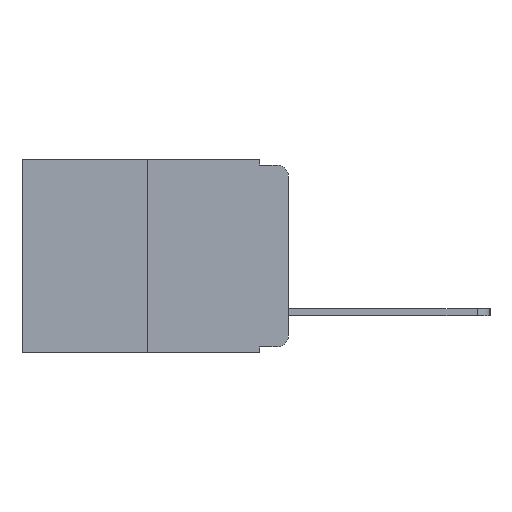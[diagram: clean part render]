
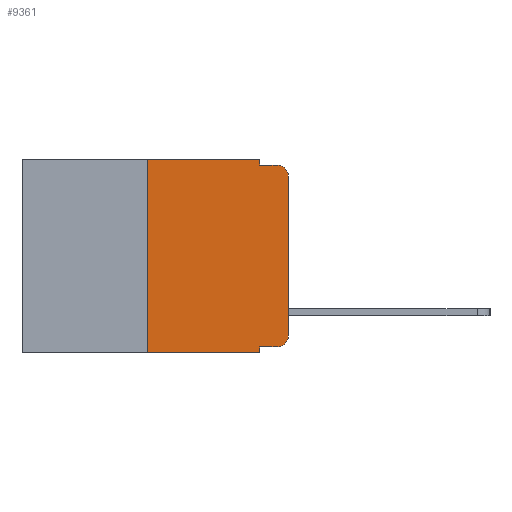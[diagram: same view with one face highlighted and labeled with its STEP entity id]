
A CAD part, left-side view. The second image highlights one B-rep face of the part: STEP entity #9361.
In plain terms, the highlighted planar face has unit normal (-1, 0, 0).
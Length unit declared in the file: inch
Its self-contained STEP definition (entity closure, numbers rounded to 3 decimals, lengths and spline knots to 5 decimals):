
#340 = EDGE_CURVE ( 'NONE', #589, #6278, #4823, .T. ) ;
#589 = VERTEX_POINT ( 'NONE', #11255 ) ;
#894 = VERTEX_POINT ( 'NONE', #5849 ) ;
#960 = EDGE_LOOP ( 'NONE', ( #9730, #9769, #9948, #10528, #10801, #10957, #11019, #12175, #11970, #12096 ) ) ;
#1081 = EDGE_CURVE ( 'NONE', #7216, #6278, #12318, .T. ) ;
#1083 = CARTESIAN_POINT ( 'NONE',  ( 0., 0.02, -0.313 ) ) ;
#1290 = VERTEX_POINT ( 'NONE', #2009 ) ;
#1482 = VECTOR ( 'NONE', #11403, 39.37008 ) ;
#1593 = VERTEX_POINT ( 'NONE', #11021 ) ;
#1841 = VECTOR ( 'NONE', #2193, 39.37008 ) ;
#2009 = CARTESIAN_POINT ( 'NONE',  ( 0., 0.25, -0.343 ) ) ;
#2131 = VERTEX_POINT ( 'NONE', #7716 ) ;
#2151 = CARTESIAN_POINT ( 'NONE',  ( 0., 0.051, -0.01 ) ) ;
#2193 = DIRECTION ( 'NONE',  ( 0., -1., 0. ) ) ;
#2290 = AXIS2_PLACEMENT_3D ( 'NONE', #5944, #12331, #6851 ) ;
#2435 = EDGE_CURVE ( 'NONE', #894, #7216, #7143, .T. ) ;
#2437 = VECTOR ( 'NONE', #9849, 39.37008 ) ;
#2560 = DIRECTION ( 'NONE',  ( -1., 0., 0. ) ) ;
#2673 = CARTESIAN_POINT ( 'NONE',  ( 0., 0.02, -0.03 ) ) ;
#2736 = LINE ( 'NONE', #8908, #2437 ) ;
#3172 = LINE ( 'NONE', #6796, #7928 ) ;
#3542 = EDGE_CURVE ( 'NONE', #8751, #894, #11729, .T. ) ;
#4061 = LINE ( 'NONE', #4909, #1482 ) ;
#4779 = CARTESIAN_POINT ( 'NONE',  ( 0., 0.25, 0. ) ) ;
#4823 = LINE ( 'NONE', #2151, #5449 ) ;
#4909 = CARTESIAN_POINT ( 'NONE',  ( 0., 0.473, -0.343 ) ) ;
#4970 = PLANE ( 'NONE',  #2290 ) ;
#5148 = AXIS2_PLACEMENT_3D ( 'NONE', #2673, #2560, #7282 ) ;
#5286 = EDGE_CURVE ( 'NONE', #1290, #10083, #3172, .T. ) ;
#5449 = VECTOR ( 'NONE', #12182, 39.37008 ) ;
#5542 = EDGE_CURVE ( 'NONE', #10083, #1593, #6917, .T. ) ;
#5595 = CARTESIAN_POINT ( 'NONE',  ( 0., 0.051, 0. ) ) ;
#5839 = LINE ( 'NONE', #5595, #10740 ) ;
#5849 = CARTESIAN_POINT ( 'NONE',  ( 0., 0., -0.313 ) ) ;
#5944 = CARTESIAN_POINT ( 'NONE',  ( 0., 0.473, 0. ) ) ;
#6278 = VERTEX_POINT ( 'NONE', #11485 ) ;
#6557 = CARTESIAN_POINT ( 'NONE',  ( 0., 0.473, 0. ) ) ;
#6691 = VECTOR ( 'NONE', #8093, 39.37008 ) ;
#6796 = CARTESIAN_POINT ( 'NONE',  ( 0., 0.25, 0. ) ) ;
#6851 = DIRECTION ( 'NONE',  ( 0., 0., -1. ) ) ;
#6917 = LINE ( 'NONE', #6557, #1841 ) ;
#6959 = DIRECTION ( 'NONE',  ( 0., 0., 1. ) ) ;
#7143 = LINE ( 'NONE', #9016, #11752 ) ;
#7182 = CARTESIAN_POINT ( 'NONE',  ( 0., 0.051, -0.333 ) ) ;
#7216 = VERTEX_POINT ( 'NONE', #11628 ) ;
#7282 = DIRECTION ( 'NONE',  ( 0., 0., -1. ) ) ;
#7716 = CARTESIAN_POINT ( 'NONE',  ( 0., 0.051, -0.333 ) ) ;
#7848 = DIRECTION ( 'NONE',  ( 0., 0., -1. ) ) ;
#7928 = VECTOR ( 'NONE', #6959, 39.37008 ) ;
#7988 = EDGE_CURVE ( 'NONE', #2131, #8751, #9127, .T. ) ;
#8093 = DIRECTION ( 'NONE',  ( 0., -1., 0. ) ) ;
#8250 = FACE_OUTER_BOUND ( 'NONE', #960, .T. ) ;
#8367 = DIRECTION ( 'NONE',  ( 0., 0., -1. ) ) ;
#8613 = EDGE_CURVE ( 'NONE', #2131, #8636, #5839, .T. ) ;
#8636 = VERTEX_POINT ( 'NONE', #11152 ) ;
#8751 = VERTEX_POINT ( 'NONE', #12237 ) ;
#8908 = CARTESIAN_POINT ( 'NONE',  ( 0., 0.051, 0. ) ) ;
#9016 = CARTESIAN_POINT ( 'NONE',  ( 0., 0., 0. ) ) ;
#9127 = LINE ( 'NONE', #7182, #6691 ) ;
#9361 = ADVANCED_FACE ( 'NONE', ( #8250 ), #4970, .F. ) ;
#9730 = ORIENTED_EDGE ( 'NONE', *, *, #2435, .T. ) ;
#9769 = ORIENTED_EDGE ( 'NONE', *, *, #1081, .T. ) ;
#9806 = AXIS2_PLACEMENT_3D ( 'NONE', #1083, #10970, #7848 ) ;
#9849 = DIRECTION ( 'NONE',  ( 0., 0., -1. ) ) ;
#9948 = ORIENTED_EDGE ( 'NONE', *, *, #340, .F. ) ;
#10083 = VERTEX_POINT ( 'NONE', #4779 ) ;
#10528 = ORIENTED_EDGE ( 'NONE', *, *, #10856, .F. ) ;
#10740 = VECTOR ( 'NONE', #8367, 39.37008 ) ;
#10801 = ORIENTED_EDGE ( 'NONE', *, *, #5542, .F. ) ;
#10856 = EDGE_CURVE ( 'NONE', #1593, #589, #2736, .T. ) ;
#10957 = ORIENTED_EDGE ( 'NONE', *, *, #5286, .F. ) ;
#10970 = DIRECTION ( 'NONE',  ( -1., 0., 0. ) ) ;
#11019 = ORIENTED_EDGE ( 'NONE', *, *, #11990, .T. ) ;
#11021 = CARTESIAN_POINT ( 'NONE',  ( 0., 0.051, 0. ) ) ;
#11152 = CARTESIAN_POINT ( 'NONE',  ( 0., 0.051, -0.343 ) ) ;
#11255 = CARTESIAN_POINT ( 'NONE',  ( 0., 0.051, -0.01 ) ) ;
#11403 = DIRECTION ( 'NONE',  ( 0., -1., 0. ) ) ;
#11485 = CARTESIAN_POINT ( 'NONE',  ( 0., 0.02, -0.01 ) ) ;
#11628 = CARTESIAN_POINT ( 'NONE',  ( 0., 0., -0.03 ) ) ;
#11729 = CIRCLE ( 'NONE', #9806, 0.02 ) ;
#11752 = VECTOR ( 'NONE', #12036, 39.37008 ) ;
#11970 = ORIENTED_EDGE ( 'NONE', *, *, #7988, .T. ) ;
#11990 = EDGE_CURVE ( 'NONE', #1290, #8636, #4061, .T. ) ;
#12036 = DIRECTION ( 'NONE',  ( 0., 0., 1. ) ) ;
#12096 = ORIENTED_EDGE ( 'NONE', *, *, #3542, .T. ) ;
#12175 = ORIENTED_EDGE ( 'NONE', *, *, #8613, .F. ) ;
#12182 = DIRECTION ( 'NONE',  ( 0., -1., 0. ) ) ;
#12237 = CARTESIAN_POINT ( 'NONE',  ( 0., 0.02, -0.333 ) ) ;
#12318 = CIRCLE ( 'NONE', #5148, 0.02 ) ;
#12331 = DIRECTION ( 'NONE',  ( 1., 0., 0. ) ) ;
